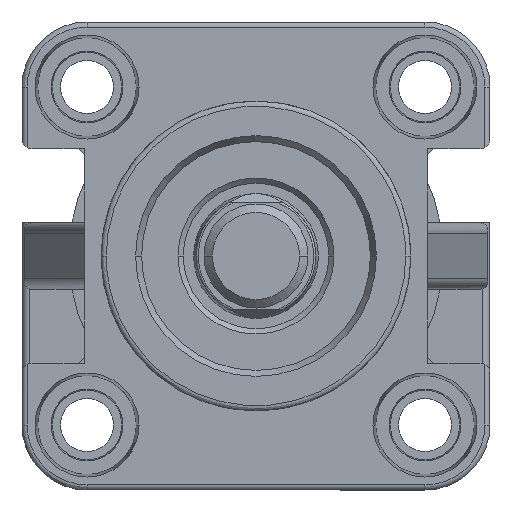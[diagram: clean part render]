
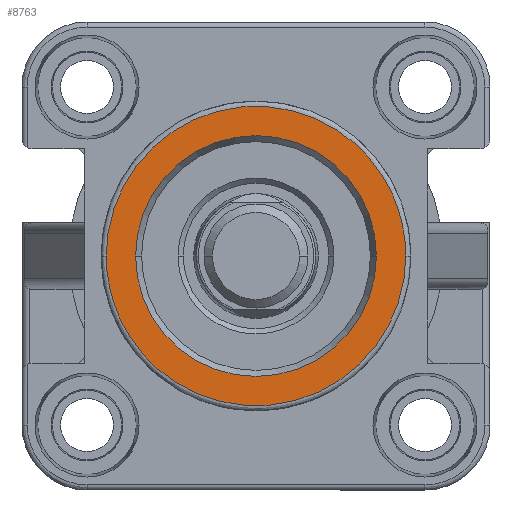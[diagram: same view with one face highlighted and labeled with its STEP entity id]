
A CAD part, left-side view. The second image highlights one B-rep face of the part: STEP entity #8763.
In plain terms, the highlighted planar face has unit normal (-1, 0, 0).
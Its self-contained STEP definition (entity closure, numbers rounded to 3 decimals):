
#1326 = EDGE_LOOP ( 'NONE', ( #14427, #17697 ) ) ;
#1972 = CARTESIAN_POINT ( 'NONE',  ( 0., 28.8, -14.4 ) ) ;
#2355 = CIRCLE ( 'NONE', #9984, 11.577 ) ;
#2713 = CARTESIAN_POINT ( 'NONE',  ( 0., 11., 0. ) ) ;
#3635 = EDGE_CURVE ( 'NONE', #5156, #16508, #6711, .T. ) ;
#3967 = PLANE ( 'NONE',  #11913 ) ;
#4295 = CARTESIAN_POINT ( 'NONE',  ( 0., 0., -11.577 ) ) ;
#5156 = VERTEX_POINT ( 'NONE', #9579 ) ;
#5243 = EDGE_LOOP ( 'NONE', ( #5602, #8539 ) ) ;
#5592 = VERTEX_POINT ( 'NONE', #4295 ) ;
#5602 = ORIENTED_EDGE ( 'NONE', *, *, #6009, .F. ) ;
#6009 = EDGE_CURVE ( 'NONE', #15962, #5592, #16264, .T. ) ;
#6711 =( BOUNDED_CURVE ( )  B_SPLINE_CURVE ( 3, ( #17541, #14942, #13581, #6778 ),
 .UNSPECIFIED., .F., .F. ) 
 B_SPLINE_CURVE_WITH_KNOTS ( ( 4, 4 ),
 ( 0., 1. ),
 .UNSPECIFIED. ) 
 CURVE ( )  GEOMETRIC_REPRESENTATION_ITEM ( )  RATIONAL_B_SPLINE_CURVE ( ( 1., 0.333, 0.333, 1. ) ) 
 REPRESENTATION_ITEM ( '' )  );
#6778 = CARTESIAN_POINT ( 'NONE',  ( 0., 0., -14.4 ) ) ;
#6781 = CARTESIAN_POINT ( 'NONE',  ( 0., 0., 0. ) ) ;
#6804 = CARTESIAN_POINT ( 'NONE',  ( 0., 0., -14.4 ) ) ;
#8003 = DIRECTION ( 'NONE',  ( -1., 0., 0. ) ) ;
#8103 = FACE_BOUND ( 'NONE', #5243, .T. ) ;
#8539 = ORIENTED_EDGE ( 'NONE', *, *, #9105, .F. ) ;
#8763 = ADVANCED_FACE ( 'NONE', ( #8103, #9421 ), #3967, .F. ) ;
#8864 =( BOUNDED_CURVE ( )  B_SPLINE_CURVE ( 3, ( #16724, #1972, #12765, #12585 ),
 .UNSPECIFIED., .F., .F. ) 
 B_SPLINE_CURVE_WITH_KNOTS ( ( 4, 4 ),
 ( 0., 1. ),
 .UNSPECIFIED. ) 
 CURVE ( )  GEOMETRIC_REPRESENTATION_ITEM ( )  RATIONAL_B_SPLINE_CURVE ( ( 1., 0.333, 0.333, 1. ) ) 
 REPRESENTATION_ITEM ( '' )  );
#8931 = EDGE_CURVE ( 'NONE', #16508, #5156, #8864, .T. ) ;
#9105 = EDGE_CURVE ( 'NONE', #5592, #15962, #2355, .T. ) ;
#9133 = DIRECTION ( 'NONE',  ( -1., 0., 0. ) ) ;
#9421 = FACE_OUTER_BOUND ( 'NONE', #1326, .T. ) ;
#9491 = DIRECTION ( 'NONE',  ( 0., 0., -1. ) ) ;
#9579 = CARTESIAN_POINT ( 'NONE',  ( 0., 0., 14.4 ) ) ;
#9984 = AXIS2_PLACEMENT_3D ( 'NONE', #6781, #8003, #17613 ) ;
#11913 = AXIS2_PLACEMENT_3D ( 'NONE', #2713, #14898, #9491 ) ;
#12585 = CARTESIAN_POINT ( 'NONE',  ( 0., 0., 14.4 ) ) ;
#12765 = CARTESIAN_POINT ( 'NONE',  ( 0., 28.8, 14.4 ) ) ;
#13581 = CARTESIAN_POINT ( 'NONE',  ( 0., -28.8, -14.4 ) ) ;
#13662 = AXIS2_PLACEMENT_3D ( 'NONE', #17331, #9133, #14850 ) ;
#14427 = ORIENTED_EDGE ( 'NONE', *, *, #8931, .F. ) ;
#14850 = DIRECTION ( 'NONE',  ( 0., 0., 1. ) ) ;
#14898 = DIRECTION ( 'NONE',  ( 1., 0., 0. ) ) ;
#14942 = CARTESIAN_POINT ( 'NONE',  ( 0., -28.8, 14.4 ) ) ;
#15824 = CARTESIAN_POINT ( 'NONE',  ( 0., 0., 11.577 ) ) ;
#15962 = VERTEX_POINT ( 'NONE', #15824 ) ;
#16264 = CIRCLE ( 'NONE', #13662, 11.577 ) ;
#16508 = VERTEX_POINT ( 'NONE', #6804 ) ;
#16724 = CARTESIAN_POINT ( 'NONE',  ( 0., 0., -14.4 ) ) ;
#17331 = CARTESIAN_POINT ( 'NONE',  ( 0., 0., 0. ) ) ;
#17541 = CARTESIAN_POINT ( 'NONE',  ( 0., 0., 14.4 ) ) ;
#17613 = DIRECTION ( 'NONE',  ( 0., 0., 1. ) ) ;
#17697 = ORIENTED_EDGE ( 'NONE', *, *, #3635, .F. ) ;
